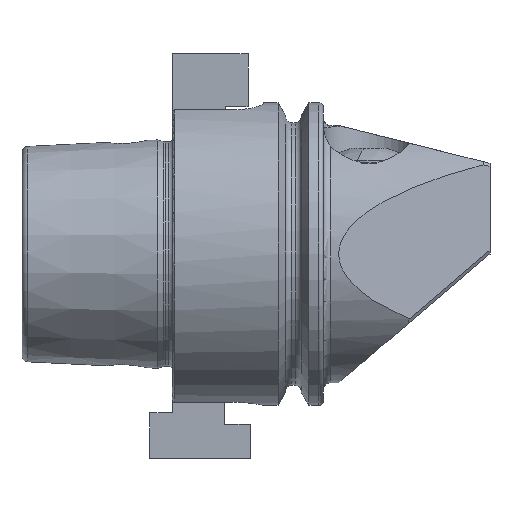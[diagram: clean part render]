
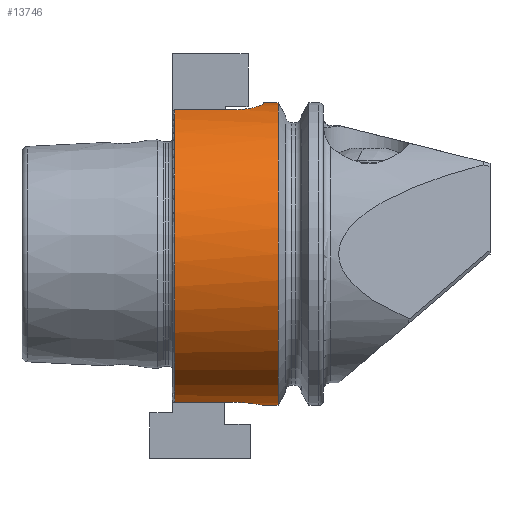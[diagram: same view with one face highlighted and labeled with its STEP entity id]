
A CAD part, front view. The second image highlights one B-rep face of the part: STEP entity #13746.
In plain terms, the highlighted cylindrical face has radius 20 mm (diameter 40 mm), a partial arc.
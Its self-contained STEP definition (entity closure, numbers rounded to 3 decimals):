
#223 = CARTESIAN_POINT ( 'NONE',  ( 11.974, -2.527, 19.841 ) ) ;
#542 = CARTESIAN_POINT ( 'NONE',  ( 9.038, -3.872, -19.622 ) ) ;
#1040 = CARTESIAN_POINT ( 'NONE',  ( 9.784, -5.59, 19.203 ) ) ;
#1050 = ORIENTED_EDGE ( 'NONE', *, *, #10918, .F. ) ;
#1053 = VERTEX_POINT ( 'NONE', #4792 ) ;
#1480 = LINE ( 'NONE', #2591, #13136 ) ;
#1489 = VERTEX_POINT ( 'NONE', #3318 ) ;
#1564 = CARTESIAN_POINT ( 'NONE',  ( 11.014, -2.643, -19.825 ) ) ;
#1639 = CARTESIAN_POINT ( 'NONE',  ( -19.9, 0., 0. ) ) ;
#1755 = VERTEX_POINT ( 'NONE', #3858 ) ;
#1855 = VECTOR ( 'NONE', #9938, 1000. ) ;
#1883 = AXIS2_PLACEMENT_3D ( 'NONE', #9745, #8682, #14210 ) ;
#1920 = ORIENTED_EDGE ( 'NONE', *, *, #3921, .T. ) ;
#2150 = EDGE_CURVE ( 'NONE', #1053, #8756, #4430, .T. ) ;
#2221 = VERTEX_POINT ( 'NONE', #2552 ) ;
#2309 = ORIENTED_EDGE ( 'NONE', *, *, #10391, .F. ) ;
#2383 = LINE ( 'NONE', #9056, #13523 ) ;
#2552 = CARTESIAN_POINT ( 'NONE',  ( 8., -6., 19.079 ) ) ;
#2591 = CARTESIAN_POINT ( 'NONE',  ( -19.9, -4., -19.596 ) ) ;
#2792 = CARTESIAN_POINT ( 'NONE',  ( 10.441, -3.18, -19.746 ) ) ;
#3120 = EDGE_CURVE ( 'NONE', #6202, #1053, #3569, .T. ) ;
#3219 = CARTESIAN_POINT ( 'NONE',  ( 9.044, -5.87, 19.119 ) ) ;
#3318 = CARTESIAN_POINT ( 'NONE',  ( 12., -2., 19.9 ) ) ;
#3510 = CARTESIAN_POINT ( 'NONE',  ( 12., -2., 19.9 ) ) ;
#3569 = CIRCLE ( 'NONE', #1883, 20. ) ;
#3636 = EDGE_CURVE ( 'NONE', #1489, #8756, #6611, .T. ) ;
#3666 = DIRECTION ( 'NONE',  ( -1., 0., 0. ) ) ;
#3723 = AXIS2_PLACEMENT_3D ( 'NONE', #1639, #13674, #12658 ) ;
#3815 = ORIENTED_EDGE ( 'NONE', *, *, #3636, .F. ) ;
#3858 = CARTESIAN_POINT ( 'NONE',  ( 0.3, -4., -19.596 ) ) ;
#3893 = CARTESIAN_POINT ( 'NONE',  ( 11.872, -1.039, -19.975 ) ) ;
#3921 = EDGE_CURVE ( 'NONE', #12194, #8276, #14182, .T. ) ;
#3969 = CARTESIAN_POINT ( 'NONE',  ( 10.006, -3.47, -19.697 ) ) ;
#4155 = EDGE_CURVE ( 'NONE', #1755, #12194, #1480, .T. ) ;
#4362 = CARTESIAN_POINT ( 'NONE',  ( 11.871, -3.042, 19.769 ) ) ;
#4409 = CARTESIAN_POINT ( 'NONE',  ( 8.529, -5.974, 19.087 ) ) ;
#4430 = LINE ( 'NONE', #6357, #1855 ) ;
#4744 = CARTESIAN_POINT ( 'NONE',  ( 0.3, -6., 19.079 ) ) ;
#4792 = CARTESIAN_POINT ( 'NONE',  ( 13.965, 0., 20. ) ) ;
#5050 = CARTESIAN_POINT ( 'NONE',  ( 11.471, -2.005, -19.9 ) ) ;
#5410 = CARTESIAN_POINT ( 'NONE',  ( 11.473, -4.003, 19.597 ) ) ;
#5458 = CARTESIAN_POINT ( 'NONE',  ( 10.651, -5.007, 19.364 ) ) ;
#5614 = LINE ( 'NONE', #9653, #10913 ) ;
#5810 = DIRECTION ( 'NONE',  ( 1., 0., 0. ) ) ;
#6159 = CARTESIAN_POINT ( 'NONE',  ( 9.777, -3.593, -19.675 ) ) ;
#6202 = VERTEX_POINT ( 'NONE', #11769 ) ;
#6357 = CARTESIAN_POINT ( 'NONE',  ( -19.9, 0., 20. ) ) ;
#6501 = CARTESIAN_POINT ( 'NONE',  ( 11.794, -3.295, 19.728 ) ) ;
#6600 = CARTESIAN_POINT ( 'NONE',  ( 11.181, -4.439, 19.502 ) ) ;
#6611 = CIRCLE ( 'NONE', #12302, 20. ) ;
#6612 = EDGE_CURVE ( 'NONE', #7469, #2221, #2383, .T. ) ;
#6779 = DIRECTION ( 'NONE',  ( -1., 0., 0. ) ) ;
#7020 = EDGE_LOOP ( 'NONE', ( #7383, #11758, #8020, #3815, #1050, #11174, #2309, #8062, #1920 ) ) ;
#7124 = CARTESIAN_POINT ( 'NONE',  ( 8.526, -3.974, -19.601 ) ) ;
#7170 = CARTESIAN_POINT ( 'NONE',  ( 11.975, -0.522, -19.995 ) ) ;
#7383 = ORIENTED_EDGE ( 'NONE', *, *, #7610, .F. ) ;
#7469 = VERTEX_POINT ( 'NONE', #4744 ) ;
#7557 = CARTESIAN_POINT ( 'NONE',  ( 8.267, -6., 19.079 ) ) ;
#7610 = EDGE_CURVE ( 'NONE', #6202, #8276, #5614, .T. ) ;
#7712 = CARTESIAN_POINT ( 'NONE',  ( 8., -4., -19.596 ) ) ;
#7747 = DIRECTION ( 'NONE',  ( 0., 0., 1. ) ) ;
#7964 = FACE_OUTER_BOUND ( 'NONE', #7020, .T. ) ;
#8020 = ORIENTED_EDGE ( 'NONE', *, *, #2150, .T. ) ;
#8061 = CARTESIAN_POINT ( 'NONE',  ( 0.3, 0., 0. ) ) ;
#8062 = ORIENTED_EDGE ( 'NONE', *, *, #4155, .T. ) ;
#8267 = CARTESIAN_POINT ( 'NONE',  ( 12., 0., -20. ) ) ;
#8276 = VERTEX_POINT ( 'NONE', #12346 ) ;
#8682 = DIRECTION ( 'NONE',  ( -1., 0., 0. ) ) ;
#8756 = VERTEX_POINT ( 'NONE', #10959 ) ;
#8895 = CARTESIAN_POINT ( 'NONE',  ( 12., -2.265, 19.873 ) ) ;
#8929 = CARTESIAN_POINT ( 'NONE',  ( 12., 0., 0. ) ) ;
#9056 = CARTESIAN_POINT ( 'NONE',  ( -19.9, -6., 19.079 ) ) ;
#9074 = AXIS2_PLACEMENT_3D ( 'NONE', #8061, #3666, #13470 ) ;
#9211 = DIRECTION ( 'NONE',  ( 1., 0., 0. ) ) ;
#9269 = CARTESIAN_POINT ( 'NONE',  ( 10.646, -3.011, -19.773 ) ) ;
#9653 = CARTESIAN_POINT ( 'NONE',  ( -19.9, 0., -20. ) ) ;
#9745 = CARTESIAN_POINT ( 'NONE',  ( 13.965, 0., 0. ) ) ;
#9938 = DIRECTION ( 'NONE',  ( -1., 0., 0. ) ) ;
#10391 = EDGE_CURVE ( 'NONE', #1755, #7469, #13186, .T. ) ;
#10867 = CARTESIAN_POINT ( 'NONE',  ( 10.447, -5.175, 19.32 ) ) ;
#10913 = VECTOR ( 'NONE', #11934, 1000. ) ;
#10918 = EDGE_CURVE ( 'NONE', #2221, #1489, #12558, .T. ) ;
#10919 = CARTESIAN_POINT ( 'NONE',  ( 9.299, -5.792, 19.143 ) ) ;
#10959 = CARTESIAN_POINT ( 'NONE',  ( 12., 0., 20. ) ) ;
#11174 = ORIENTED_EDGE ( 'NONE', *, *, #6612, .F. ) ;
#11482 = CARTESIAN_POINT ( 'NONE',  ( 8.265, -4., -19.596 ) ) ;
#11528 = CARTESIAN_POINT ( 'NONE',  ( 11.795, -1.292, -19.96 ) ) ;
#11758 = ORIENTED_EDGE ( 'NONE', *, *, #3120, .T. ) ;
#11769 = CARTESIAN_POINT ( 'NONE',  ( 13.965, 0., -20. ) ) ;
#11934 = DIRECTION ( 'NONE',  ( -1., 0., 0. ) ) ;
#11989 = CARTESIAN_POINT ( 'NONE',  ( 11.017, -4.639, 19.455 ) ) ;
#12084 = CARTESIAN_POINT ( 'NONE',  ( 10.013, -5.466, 19.239 ) ) ;
#12194 = VERTEX_POINT ( 'NONE', #7712 ) ;
#12302 = AXIS2_PLACEMENT_3D ( 'NONE', #8929, #6779, #7747 ) ;
#12346 = CARTESIAN_POINT ( 'NONE',  ( 12., 0., -20. ) ) ;
#12558 = B_SPLINE_CURVE_WITH_KNOTS ( 'NONE', 3,
 ( #14181, #7557, #4409, #3219, #10919, #1040, #12084, #10867, #5458, #11989, #6600, #5410, #13078, #6501, #4362, #223, #8895, #3510 ),
 .UNSPECIFIED., .F., .F.,
 ( 4, 2, 2, 2, 2, 2, 2, 2, 4 ),
 ( 0., 0.001, 0.002, 0.002, 0.003, 0.004, 0.005, 0.006, 0.006 ),
 .UNSPECIFIED. ) ;
#12634 = CARTESIAN_POINT ( 'NONE',  ( 8., -4., -19.596 ) ) ;
#12658 = DIRECTION ( 'NONE',  ( 0., 0., 1. ) ) ;
#12717 = CARTESIAN_POINT ( 'NONE',  ( 11.595, -1.773, -19.923 ) ) ;
#13078 = CARTESIAN_POINT ( 'NONE',  ( 11.595, -3.774, 19.642 ) ) ;
#13136 = VECTOR ( 'NONE', #9211, 1000. ) ;
#13186 = CIRCLE ( 'NONE', #9074, 20. ) ;
#13470 = DIRECTION ( 'NONE',  ( 0., 0., 1. ) ) ;
#13523 = VECTOR ( 'NONE', #5810, 1000. ) ;
#13616 = CYLINDRICAL_SURFACE ( 'NONE', #3723, 20. ) ;
#13674 = DIRECTION ( 'NONE',  ( -1., 0., 0. ) ) ;
#13746 = ADVANCED_FACE ( 'NONE', ( #7964 ), #13616, .T. ) ;
#13747 = CARTESIAN_POINT ( 'NONE',  ( 9.292, -3.795, -19.637 ) ) ;
#13790 = CARTESIAN_POINT ( 'NONE',  ( 11.179, -2.442, -19.852 ) ) ;
#13834 = CARTESIAN_POINT ( 'NONE',  ( 12., -0.262, -20. ) ) ;
#14181 = CARTESIAN_POINT ( 'NONE',  ( 8., -6., 19.079 ) ) ;
#14182 = B_SPLINE_CURVE_WITH_KNOTS ( 'NONE', 3,
 ( #12634, #11482, #7124, #542, #13747, #6159, #3969, #2792, #9269, #1564, #13790, #5050, #12717, #11528, #3893, #7170, #13834, #8267 ),
 .UNSPECIFIED., .F., .F.,
 ( 4, 2, 2, 2, 2, 2, 2, 2, 4 ),
 ( 0., 0.001, 0.002, 0.002, 0.003, 0.004, 0.005, 0.005, 0.006 ),
 .UNSPECIFIED. ) ;
#14210 = DIRECTION ( 'NONE',  ( 0., 0., 1. ) ) ;
